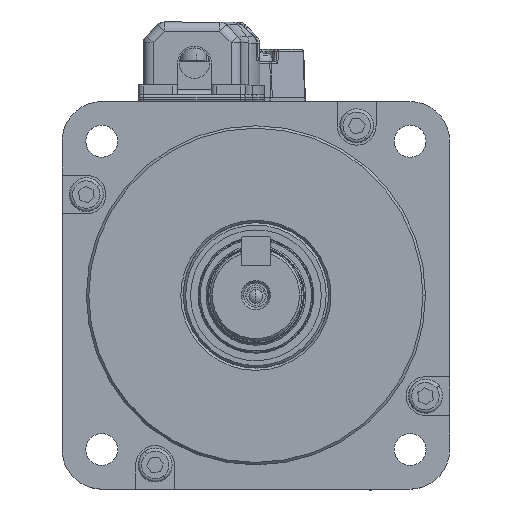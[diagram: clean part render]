
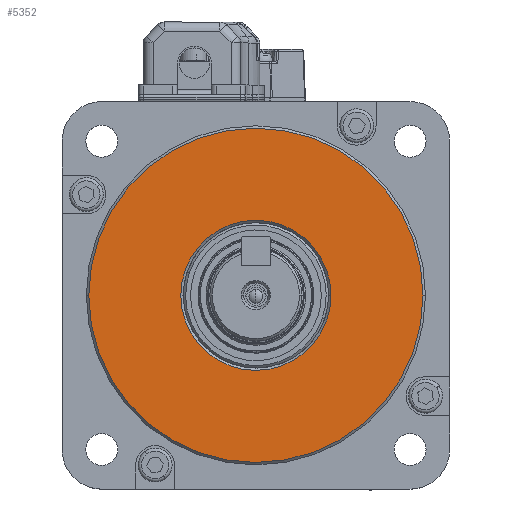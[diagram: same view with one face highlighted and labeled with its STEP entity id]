
A CAD part, top view. The second image highlights one B-rep face of the part: STEP entity #5352.
In plain terms, the highlighted planar face has unit normal (0, 0, 1).
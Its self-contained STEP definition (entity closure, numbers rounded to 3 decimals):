
#284 = ORIENTED_EDGE ( 'NONE', *, *, #21211, .T. ) ;
#394 = AXIS2_PLACEMENT_3D ( 'NONE', #15896, #15734, #15716 ) ;
#469 = CARTESIAN_POINT ( 'NONE',  ( -1.14, -6.169, 139.3 ) ) ;
#1514 = FACE_OUTER_BOUND ( 'NONE', #11130, .T. ) ;
#1627 = CIRCLE ( 'NONE', #20179, 15.5 ) ;
#2387 = DIRECTION ( 'NONE',  ( 1., 0., 0. ) ) ;
#2449 = DIRECTION ( 'NONE',  ( 0., 0., -1. ) ) ;
#2806 = AXIS2_PLACEMENT_3D ( 'NONE', #20994, #20964, #20947 ) ;
#3891 = ORIENTED_EDGE ( 'NONE', *, *, #18234, .T. ) ;
#5237 = CARTESIAN_POINT ( 'NONE',  ( 33.36, -6.169, 139.3 ) ) ;
#5352 = ADVANCED_FACE ( 'NONE', ( #20916, #1514 ), #16060, .T. ) ;
#6018 = EDGE_CURVE ( 'NONE', #17184, #17953, #18040, .T. ) ;
#6114 = CIRCLE ( 'NONE', #22491, 15.5 ) ;
#6255 = CARTESIAN_POINT ( 'NONE',  ( -1.14, -6.169, 139.3 ) ) ;
#6519 = CARTESIAN_POINT ( 'NONE',  ( 14.36, -6.169, 139.3 ) ) ;
#7919 = VERTEX_POINT ( 'NONE', #18401 ) ;
#8170 = DIRECTION ( 'NONE',  ( 1., 0., 0. ) ) ;
#11130 = EDGE_LOOP ( 'NONE', ( #22326, #284 ) ) ;
#13710 = DIRECTION ( 'NONE',  ( 0., 0., -1. ) ) ;
#13763 = CARTESIAN_POINT ( 'NONE',  ( -1.14, -6.169, 139.3 ) ) ;
#15678 = DIRECTION ( 'NONE',  ( 1., 0., 0. ) ) ;
#15716 = DIRECTION ( 'NONE',  ( 1., 0., 0. ) ) ;
#15734 = DIRECTION ( 'NONE',  ( 0., 0., 1. ) ) ;
#15896 = CARTESIAN_POINT ( 'NONE',  ( -41.14, -46.169, 139.3 ) ) ;
#16060 = PLANE ( 'NONE',  #394 ) ;
#16300 = VERTEX_POINT ( 'NONE', #6519 ) ;
#16669 = EDGE_LOOP ( 'NONE', ( #3891, #21757 ) ) ;
#17184 = VERTEX_POINT ( 'NONE', #23410 ) ;
#17953 = VERTEX_POINT ( 'NONE', #5237 ) ;
#18040 = CIRCLE ( 'NONE', #2806, 34.5 ) ;
#18234 = EDGE_CURVE ( 'NONE', #16300, #7919, #1627, .T. ) ;
#18401 = CARTESIAN_POINT ( 'NONE',  ( -16.64, -6.169, 139.3 ) ) ;
#19011 = EDGE_CURVE ( 'NONE', #7919, #16300, #6114, .T. ) ;
#19391 = DIRECTION ( 'NONE',  ( 0., 0., 1. ) ) ;
#19538 = CIRCLE ( 'NONE', #19638, 34.5 ) ;
#19638 = AXIS2_PLACEMENT_3D ( 'NONE', #6255, #19391, #8170 ) ;
#20179 = AXIS2_PLACEMENT_3D ( 'NONE', #469, #13710, #2387 ) ;
#20916 = FACE_BOUND ( 'NONE', #16669, .T. ) ;
#20947 = DIRECTION ( 'NONE',  ( 1., 0., 0. ) ) ;
#20964 = DIRECTION ( 'NONE',  ( 0., 0., 1. ) ) ;
#20994 = CARTESIAN_POINT ( 'NONE',  ( -1.14, -6.169, 139.3 ) ) ;
#21211 = EDGE_CURVE ( 'NONE', #17953, #17184, #19538, .T. ) ;
#21757 = ORIENTED_EDGE ( 'NONE', *, *, #19011, .T. ) ;
#22326 = ORIENTED_EDGE ( 'NONE', *, *, #6018, .T. ) ;
#22491 = AXIS2_PLACEMENT_3D ( 'NONE', #13763, #2449, #15678 ) ;
#23410 = CARTESIAN_POINT ( 'NONE',  ( -35.64, -6.169, 139.3 ) ) ;
